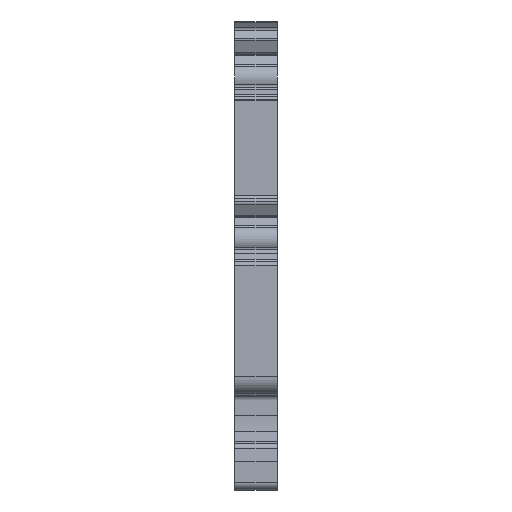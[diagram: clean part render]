
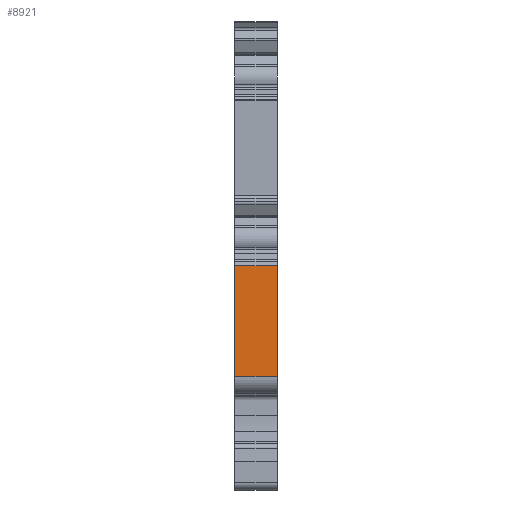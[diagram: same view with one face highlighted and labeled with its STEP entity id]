
A CAD part, left-side view. The second image highlights one B-rep face of the part: STEP entity #8921.
In plain terms, the highlighted planar face has unit normal (-1, 0, 0).
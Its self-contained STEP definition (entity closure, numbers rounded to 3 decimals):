
#1072=ORIENTED_EDGE('',*,*,#2914,.T.);
#1073=ORIENTED_EDGE('',*,*,#2915,.F.);
#1074=ORIENTED_EDGE('',*,*,#2916,.F.);
#1075=ORIENTED_EDGE('',*,*,#2912,.T.);
#2912=EDGE_CURVE('',#3764,#3763,#4422,.T.);
#2914=EDGE_CURVE('',#3763,#3765,#4423,.T.);
#2915=EDGE_CURVE('',#3766,#3765,#4424,.T.);
#2916=EDGE_CURVE('',#3764,#3766,#4425,.T.);
#3763=VERTEX_POINT('',#12672);
#3764=VERTEX_POINT('',#12674);
#3765=VERTEX_POINT('',#12678);
#3766=VERTEX_POINT('',#12680);
#4422=LINE('',#12673,#5124);
#4423=LINE('',#12677,#5125);
#4424=LINE('',#12679,#5126);
#4425=LINE('',#12681,#5127);
#5124=VECTOR('',#10676,1000.);
#5125=VECTOR('',#10681,1000.);
#5126=VECTOR('',#10682,1000.);
#5127=VECTOR('',#10683,1000.);
#5651=EDGE_LOOP('',(#1072,#1073,#1074,#1075));
#6007=FACE_BOUND('',#5651,.T.);
#6285=PLANE('',#9412);
#8921=ADVANCED_FACE('',(#6007),#6285,.F.);
#9412=AXIS2_PLACEMENT_3D('',#12676,#10679,#10680);
#10676=DIRECTION('',(0.,-1.,0.));
#10679=DIRECTION('',(1.,0.,0.));
#10680=DIRECTION('',(0.,0.,-1.));
#10681=DIRECTION('',(0.,0.,1.));
#10682=DIRECTION('',(0.,-1.,0.));
#10683=DIRECTION('',(0.,0.,1.));
#12672=CARTESIAN_POINT('',(-60.1,0.,8.868));
#12673=CARTESIAN_POINT('',(-60.1,6.,8.868));
#12674=CARTESIAN_POINT('',(-60.1,6.,8.868));
#12676=CARTESIAN_POINT('',(-60.1,6.,8.868));
#12677=CARTESIAN_POINT('',(-60.1,0.,8.868));
#12678=CARTESIAN_POINT('',(-60.1,0.,24.711));
#12679=CARTESIAN_POINT('',(-60.1,6.,24.711));
#12680=CARTESIAN_POINT('',(-60.1,6.,24.711));
#12681=CARTESIAN_POINT('',(-60.1,6.,8.868));
